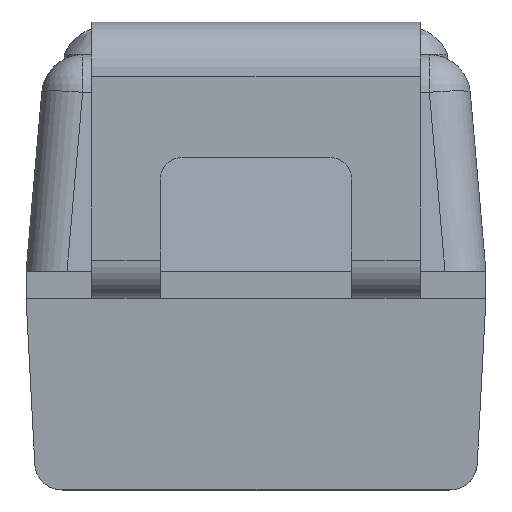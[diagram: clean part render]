
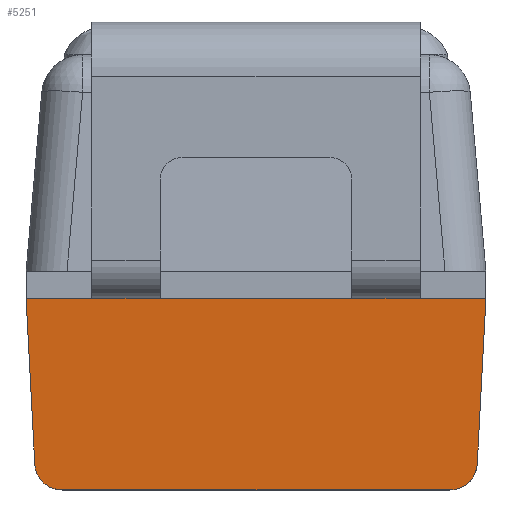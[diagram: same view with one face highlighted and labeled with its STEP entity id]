
A CAD part, front view. The second image highlights one B-rep face of the part: STEP entity #5251.
In plain terms, the highlighted planar face has unit normal (0, -0.999, -0.052).
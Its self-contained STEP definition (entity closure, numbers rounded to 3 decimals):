
#215=CARTESIAN_POINT('',(-0.6,-1.55,0.));
#216=VERTEX_POINT('',#215);
#354=CARTESIAN_POINT('',(0.35,-1.55,0.));
#355=VERTEX_POINT('',#354);
#356=CARTESIAN_POINT('',(0.6,-1.55,0.));
#357=VERTEX_POINT('',#356);
#358=CARTESIAN_POINT('',(0.35,-1.55,0.));
#359=DIRECTION('',(1.0,0.0,0.0));
#360=VECTOR('',#359,0.25);
#361=LINE('',#358,#360);
#362=EDGE_CURVE('',#355,#357,#361,.T.);
#394=CARTESIAN_POINT('',(-0.35,-1.55,0.));
#395=VERTEX_POINT('',#394);
#396=CARTESIAN_POINT('',(-0.6,-1.55,0.));
#397=DIRECTION('',(1.0,0.0,0.0));
#398=VECTOR('',#397,0.25);
#399=LINE('',#396,#398);
#400=EDGE_CURVE('',#216,#395,#399,.T.);
#2170=CARTESIAN_POINT('',(0.84,-1.55,0.0));
#2171=VERTEX_POINT('',#2170);
#2172=CARTESIAN_POINT('',(0.6,-1.55,0.));
#2173=DIRECTION('',(1.0,0.0,0.0));
#2174=VECTOR('',#2173,0.24);
#2175=LINE('',#2172,#2174);
#2176=EDGE_CURVE('',#357,#2171,#2175,.T.);
#2195=CARTESIAN_POINT('',(-0.84,-1.55,0.0));
#2196=VERTEX_POINT('',#2195);
#2203=CARTESIAN_POINT('',(-0.84,-1.55,0.0));
#2204=DIRECTION('',(1.0,0.0,0.0));
#2205=VECTOR('',#2204,0.24);
#2206=LINE('',#2203,#2205);
#2207=EDGE_CURVE('',#2196,#216,#2206,.T.);
#2218=CARTESIAN_POINT('',(-0.35,-1.55,0.));
#2219=DIRECTION('',(1.0,0.0,0.0));
#2220=VECTOR('',#2219,0.7);
#2221=LINE('',#2218,#2220);
#2222=EDGE_CURVE('',#395,#355,#2221,.T.);
#2234=CARTESIAN_POINT('',(0.71,-1.513,-0.7));
#2235=VERTEX_POINT('',#2234);
#2244=CARTESIAN_POINT('',(-0.71,-1.513,-0.7));
#2245=VERTEX_POINT('',#2244);
#2246=CARTESIAN_POINT('',(-0.71,-1.513,-0.7));
#2247=DIRECTION('',(1.0,0.0,0.0));
#2248=VECTOR('',#2247,1.42);
#2249=LINE('',#2246,#2248);
#2250=EDGE_CURVE('',#2245,#2235,#2249,.T.);
#3843=CARTESIAN_POINT('',(0.808,-1.518,-0.605));
#3844=VERTEX_POINT('',#3843);
#3851=CARTESIAN_POINT('',(0.708,-1.519,-0.6));
#3852=DIRECTION('',(0.0,0.999,0.052));
#3853=DIRECTION('',(0.,0.052,-0.999));
#3854=AXIS2_PLACEMENT_3D('',#3851,#3852,#3853);
#3855=ELLIPSE('',#3854,0.1,0.1);
#3856=EDGE_CURVE('',#3844,#2235,#3855,.T.);
#5167=CARTESIAN_POINT('',(-0.808,-1.518,-0.605));
#5168=VERTEX_POINT('',#5167);
#5169=CARTESIAN_POINT('',(-0.708,-1.519,-0.6));
#5170=DIRECTION('',(0.0,0.999,0.052));
#5171=DIRECTION('',(0.,0.052,-0.999));
#5172=AXIS2_PLACEMENT_3D('',#5169,#5170,#5171);
#5173=ELLIPSE('',#5172,0.1,0.1);
#5174=EDGE_CURVE('',#2245,#5168,#5173,.T.);
#5224=CARTESIAN_POINT('',(0.924,-1.552,0.035));
#5225=DIRECTION('',(0.0,-0.999,-0.052));
#5226=DIRECTION('',(0.0,0.052,-0.999));
#5227=AXIS2_PLACEMENT_3D('',#5224,#5225,#5226);
#5228=PLANE('',#5227);
#5229=ORIENTED_EDGE('',*,*,#2250,.T.);
#5230=ORIENTED_EDGE('',*,*,#3856,.F.);
#5231=CARTESIAN_POINT('',(0.84,-1.55,0.0));
#5232=DIRECTION('',(-0.052,0.052,-0.997));
#5233=VECTOR('',#5232,0.607);
#5234=LINE('',#5231,#5233);
#5235=EDGE_CURVE('',#2171,#3844,#5234,.T.);
#5236=ORIENTED_EDGE('',*,*,#5235,.F.);
#5237=ORIENTED_EDGE('',*,*,#2176,.F.);
#5238=ORIENTED_EDGE('',*,*,#362,.F.);
#5239=ORIENTED_EDGE('',*,*,#2222,.F.);
#5240=ORIENTED_EDGE('',*,*,#400,.F.);
#5241=ORIENTED_EDGE('',*,*,#2207,.F.);
#5242=CARTESIAN_POINT('',(-0.84,-1.55,0.0));
#5243=DIRECTION('',(0.052,0.052,-0.997));
#5244=VECTOR('',#5243,0.607);
#5245=LINE('',#5242,#5244);
#5246=EDGE_CURVE('',#2196,#5168,#5245,.T.);
#5247=ORIENTED_EDGE('',*,*,#5246,.T.);
#5248=ORIENTED_EDGE('',*,*,#5174,.F.);
#5249=EDGE_LOOP('',(#5229,#5230,#5236,#5237,#5238,#5239,#5240,#5241,#5247,#5248));
#5250=FACE_OUTER_BOUND('',#5249,.T.);
#5251=ADVANCED_FACE('',(#5250),#5228,.T.);
